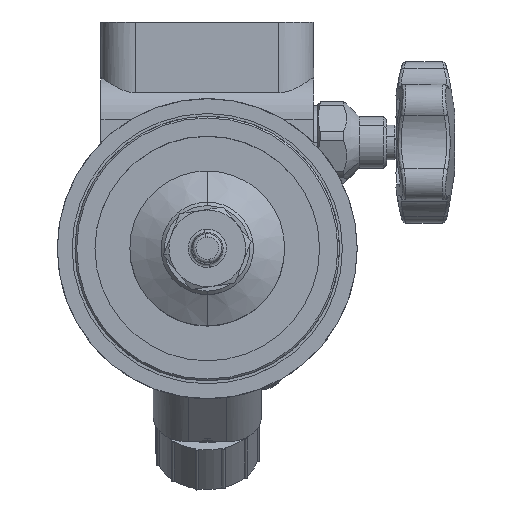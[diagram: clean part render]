
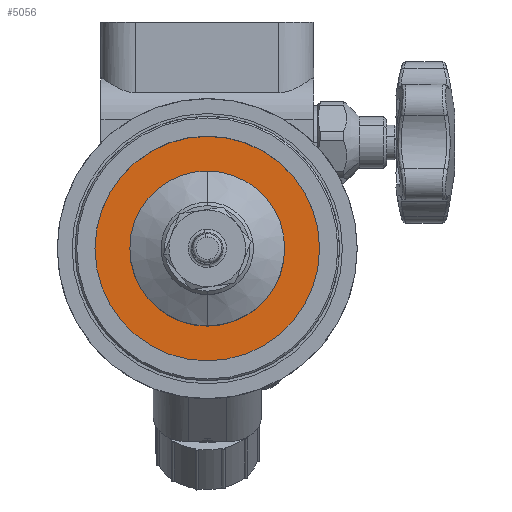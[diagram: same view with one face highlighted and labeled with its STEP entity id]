
A CAD part, top view. The second image highlights one B-rep face of the part: STEP entity #5056.
In plain terms, the highlighted planar face has unit normal (0, 0, 1).
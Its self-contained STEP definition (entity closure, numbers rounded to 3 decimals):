
#420 = DIRECTION ( 'NONE',  ( 1., 0., 0. ) ) ;
#828 = DIRECTION ( 'NONE',  ( 1., 0., 0. ) ) ;
#1511 = EDGE_LOOP ( 'NONE', ( #25869, #21173 ) ) ;
#1607 = EDGE_CURVE ( 'NONE', #5027, #35758, #15256, .T. ) ;
#5027 = VERTEX_POINT ( 'NONE', #7943 ) ;
#5056 = ADVANCED_FACE ( 'NONE', ( #10905, #29982 ), #11778, .T. ) ;
#6016 = VERTEX_POINT ( 'NONE', #24997 ) ;
#6766 = CARTESIAN_POINT ( 'NONE',  ( 0., 0., 7.8 ) ) ;
#6855 = CIRCLE ( 'NONE', #45578, 22.2 ) ;
#7296 = CIRCLE ( 'NONE', #28849, 22.2 ) ;
#7943 = CARTESIAN_POINT ( 'NONE',  ( 32.2, 0., 7.8 ) ) ;
#9363 = AXIS2_PLACEMENT_3D ( 'NONE', #34599, #23284, #420 ) ;
#10590 = DIRECTION ( 'NONE',  ( 1., 0., 0. ) ) ;
#10905 = FACE_BOUND ( 'NONE', #1511, .T. ) ;
#11778 = PLANE ( 'NONE',  #9363 ) ;
#12396 = DIRECTION ( 'NONE',  ( 0., 0., 1. ) ) ;
#14666 = EDGE_CURVE ( 'NONE', #6016, #44330, #7296, .T. ) ;
#15256 = CIRCLE ( 'NONE', #31901, 32.2 ) ;
#17592 = DIRECTION ( 'NONE',  ( 0., 0., 1. ) ) ;
#21173 = ORIENTED_EDGE ( 'NONE', *, *, #28842, .F. ) ;
#22509 = EDGE_CURVE ( 'NONE', #35758, #5027, #35700, .T. ) ;
#23284 = DIRECTION ( 'NONE',  ( 0., 0., 1. ) ) ;
#23391 = EDGE_LOOP ( 'NONE', ( #46395, #28145 ) ) ;
#23683 = DIRECTION ( 'NONE',  ( 0., 0., 1. ) ) ;
#24997 = CARTESIAN_POINT ( 'NONE',  ( 22.2, 0., 7.8 ) ) ;
#25869 = ORIENTED_EDGE ( 'NONE', *, *, #14666, .F. ) ;
#28087 = AXIS2_PLACEMENT_3D ( 'NONE', #46524, #23683, #828 ) ;
#28145 = ORIENTED_EDGE ( 'NONE', *, *, #22509, .T. ) ;
#28356 = CARTESIAN_POINT ( 'NONE',  ( -22.2, 0., 7.8 ) ) ;
#28842 = EDGE_CURVE ( 'NONE', #44330, #6016, #6855, .T. ) ;
#28849 = AXIS2_PLACEMENT_3D ( 'NONE', #35208, #12396, #39042 ) ;
#29982 = FACE_OUTER_BOUND ( 'NONE', #23391, .T. ) ;
#31901 = AXIS2_PLACEMENT_3D ( 'NONE', #47065, #17592, #35055 ) ;
#33423 = DIRECTION ( 'NONE',  ( 0., 0., 1. ) ) ;
#34599 = CARTESIAN_POINT ( 'NONE',  ( 0., 0., 7.8 ) ) ;
#35055 = DIRECTION ( 'NONE',  ( 1., 0., 0. ) ) ;
#35126 = CARTESIAN_POINT ( 'NONE',  ( -32.2, 0., 7.8 ) ) ;
#35208 = CARTESIAN_POINT ( 'NONE',  ( 0., 0., 7.8 ) ) ;
#35700 = CIRCLE ( 'NONE', #28087, 32.2 ) ;
#35758 = VERTEX_POINT ( 'NONE', #35126 ) ;
#39042 = DIRECTION ( 'NONE',  ( 1., 0., 0. ) ) ;
#44330 = VERTEX_POINT ( 'NONE', #28356 ) ;
#45578 = AXIS2_PLACEMENT_3D ( 'NONE', #6766, #33423, #10590 ) ;
#46395 = ORIENTED_EDGE ( 'NONE', *, *, #1607, .T. ) ;
#46524 = CARTESIAN_POINT ( 'NONE',  ( 0., 0., 7.8 ) ) ;
#47065 = CARTESIAN_POINT ( 'NONE',  ( 0., 0., 7.8 ) ) ;
